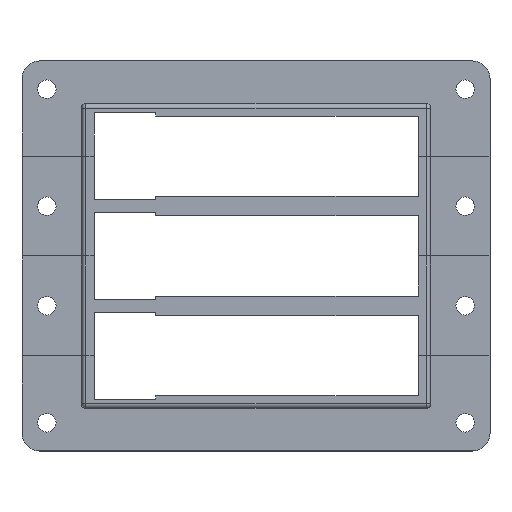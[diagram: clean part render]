
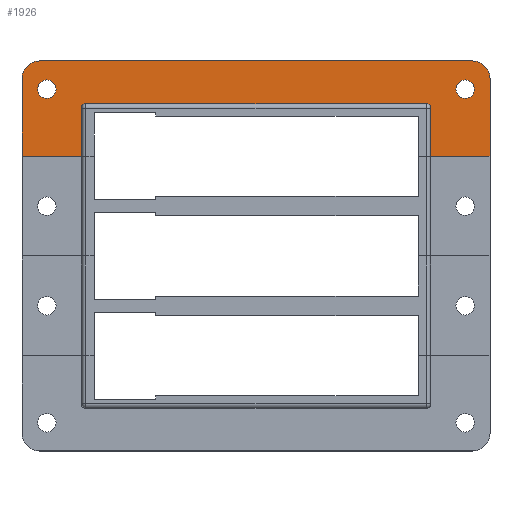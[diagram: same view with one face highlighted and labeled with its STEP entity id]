
A CAD part, top view. The second image highlights one B-rep face of the part: STEP entity #1926.
In plain terms, the highlighted planar face has unit normal (0, 0, 1).
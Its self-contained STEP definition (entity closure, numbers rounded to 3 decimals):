
#103=(
BOUNDED_CURVE()
B_SPLINE_CURVE(3,(#8242,#8243,#8244,#8245),.UNSPECIFIED.,.F.,.F.)
B_SPLINE_CURVE_WITH_KNOTS((4,4),(0.,1.),.UNSPECIFIED.)
CURVE()
GEOMETRIC_REPRESENTATION_ITEM()
RATIONAL_B_SPLINE_CURVE((1.,0.805,0.805,1.))
REPRESENTATION_ITEM('')
);
#104=(
BOUNDED_CURVE()
B_SPLINE_CURVE(3,(#8255,#8256,#8257,#8258),.UNSPECIFIED.,.F.,.F.)
B_SPLINE_CURVE_WITH_KNOTS((4,4),(0.,1.),.UNSPECIFIED.)
CURVE()
GEOMETRIC_REPRESENTATION_ITEM()
RATIONAL_B_SPLINE_CURVE((1.,0.805,0.805,1.))
REPRESENTATION_ITEM('')
);
#216=PLANE('',#5831);
#828=LINE('',#8194,#1426);
#841=LINE('',#8251,#1439);
#848=LINE('',#8278,#1446);
#849=LINE('',#8280,#1447);
#854=LINE('',#8296,#1452);
#855=LINE('',#8299,#1453);
#856=LINE('',#8300,#1454);
#857=LINE('',#8301,#1455);
#1426=VECTOR('',#6637,1.);
#1439=VECTOR('',#6684,1.);
#1446=VECTOR('',#6713,1.);
#1447=VECTOR('',#6716,1.);
#1452=VECTOR('',#6737,1.);
#1453=VECTOR('',#6738,1.);
#1454=VECTOR('',#6739,1.);
#1455=VECTOR('',#6740,1.);
#1926=ADVANCED_FACE('',(#2241,#2242,#2243),#216,.T.);
#2241=FACE_BOUND('',#2487,.T.);
#2242=FACE_BOUND('',#2488,.T.);
#2243=FACE_BOUND('',#2489,.T.);
#2487=EDGE_LOOP('',(#3309,#3310,#3311,#3312,#3313,#3314,#3315,#3316,#3317,
#3318,#3319,#3320));
#2488=EDGE_LOOP('',(#3321,#3322));
#2489=EDGE_LOOP('',(#3323,#3324));
#3309=ORIENTED_EDGE('',*,*,#5056,.T.);
#3310=ORIENTED_EDGE('',*,*,#5057,.F.);
#3311=ORIENTED_EDGE('',*,*,#5013,.T.);
#3312=ORIENTED_EDGE('',*,*,#5010,.T.);
#3313=ORIENTED_EDGE('',*,*,#5007,.T.);
#3314=ORIENTED_EDGE('',*,*,#5047,.T.);
#3315=ORIENTED_EDGE('',*,*,#5058,.T.);
#3316=ORIENTED_EDGE('',*,*,#5048,.T.);
#3317=ORIENTED_EDGE('',*,*,#5031,.T.);
#3318=ORIENTED_EDGE('',*,*,#5034,.T.);
#3319=ORIENTED_EDGE('',*,*,#5036,.T.);
#3320=ORIENTED_EDGE('',*,*,#5059,.T.);
#3321=ORIENTED_EDGE('',*,*,#5039,.T.);
#3322=ORIENTED_EDGE('',*,*,#4905,.T.);
#3323=ORIENTED_EDGE('',*,*,#5037,.T.);
#3324=ORIENTED_EDGE('',*,*,#4909,.T.);
#4355=VERTEX_POINT('',#7974);
#4356=VERTEX_POINT('',#7975);
#4359=VERTEX_POINT('',#7983);
#4360=VERTEX_POINT('',#7984);
#4426=VERTEX_POINT('',#8187);
#4427=VERTEX_POINT('',#8189);
#4429=VERTEX_POINT('',#8195);
#4431=VERTEX_POINT('',#8201);
#4441=VERTEX_POINT('',#8241);
#4442=VERTEX_POINT('',#8246);
#4443=VERTEX_POINT('',#8250);
#4444=VERTEX_POINT('',#8254);
#4448=VERTEX_POINT('',#8277);
#4449=VERTEX_POINT('',#8281);
#4452=VERTEX_POINT('',#8297);
#4453=VERTEX_POINT('',#8298);
#4905=EDGE_CURVE('',#4355,#4356,#5523,.T.);
#4909=EDGE_CURVE('',#4359,#4360,#5525,.T.);
#5007=EDGE_CURVE('',#4427,#4426,#5536,.T.);
#5010=EDGE_CURVE('',#4429,#4427,#828,.T.);
#5013=EDGE_CURVE('',#4431,#4429,#5538,.T.);
#5031=EDGE_CURVE('',#4442,#4441,#103,.T.);
#5034=EDGE_CURVE('',#4441,#4443,#841,.T.);
#5036=EDGE_CURVE('',#4443,#4444,#104,.T.);
#5037=EDGE_CURVE('',#4360,#4359,#5545,.T.);
#5039=EDGE_CURVE('',#4356,#4355,#5547,.T.);
#5047=EDGE_CURVE('',#4426,#4448,#848,.T.);
#5048=EDGE_CURVE('',#4449,#4442,#849,.T.);
#5056=EDGE_CURVE('',#4452,#4453,#854,.T.);
#5057=EDGE_CURVE('',#4431,#4453,#855,.T.);
#5058=EDGE_CURVE('',#4448,#4449,#856,.T.);
#5059=EDGE_CURVE('',#4444,#4452,#857,.T.);
#5523=CIRCLE('',#5738,4.25);
#5525=CIRCLE('',#5741,4.25);
#5536=CIRCLE('',#5792,8.);
#5538=CIRCLE('',#5796,8.);
#5545=CIRCLE('',#5813,4.25);
#5547=CIRCLE('',#5816,4.25);
#5738=AXIS2_PLACEMENT_3D('',#7973,#6434,#6435);
#5741=AXIS2_PLACEMENT_3D('',#7982,#6442,#6443);
#5792=AXIS2_PLACEMENT_3D('',#8188,#6631,#6632);
#5796=AXIS2_PLACEMENT_3D('',#8200,#6643,#6644);
#5813=AXIS2_PLACEMENT_3D('',#8260,#6690,#6691);
#5816=AXIS2_PLACEMENT_3D('',#8263,#6696,#6697);
#5831=AXIS2_PLACEMENT_3D('',#8302,#6741,#6742);
#6434=DIRECTION('',(0.,0.,-1.));
#6435=DIRECTION('',(-1.,0.,0.));
#6442=DIRECTION('',(0.,0.,-1.));
#6443=DIRECTION('',(-1.,0.,0.));
#6631=DIRECTION('',(0.,0.,1.));
#6632=DIRECTION('',(-1.,0.,0.));
#6637=DIRECTION('',(-1.,0.,0.));
#6643=DIRECTION('',(0.,0.,1.));
#6644=DIRECTION('',(-1.,0.,0.));
#6684=DIRECTION('',(1.,0.,0.));
#6690=DIRECTION('',(0.,0.,-1.));
#6691=DIRECTION('',(-1.,0.,0.));
#6696=DIRECTION('',(0.,0.,-1.));
#6697=DIRECTION('',(-1.,0.,0.));
#6713=DIRECTION('',(0.,-1.,0.));
#6716=DIRECTION('',(0.,1.,0.));
#6737=DIRECTION('',(1.,0.,0.));
#6738=DIRECTION('',(0.,-1.,0.));
#6739=DIRECTION('',(1.,0.,0.));
#6740=DIRECTION('',(0.,-1.,0.));
#6741=DIRECTION('',(0.,0.,1.));
#6742=DIRECTION('',(-1.,0.,0.));
#7973=CARTESIAN_POINT('',(-126.5,-314.,23.));
#7974=CARTESIAN_POINT('',(-122.25,-314.,23.));
#7975=CARTESIAN_POINT('',(-130.75,-314.,23.));
#7982=CARTESIAN_POINT('',(66.5,-314.,23.));
#7983=CARTESIAN_POINT('',(70.75,-314.,23.));
#7984=CARTESIAN_POINT('',(62.25,-314.,23.));
#8187=CARTESIAN_POINT('',(-138.,-309.,23.));
#8188=CARTESIAN_POINT('',(-130.,-309.,23.));
#8189=CARTESIAN_POINT('',(-130.,-301.,23.));
#8194=CARTESIAN_POINT('',(70.238,-301.,23.));
#8195=CARTESIAN_POINT('',(70.,-301.,23.));
#8200=CARTESIAN_POINT('',(70.,-309.,23.));
#8201=CARTESIAN_POINT('',(78.,-309.,23.));
#8241=CARTESIAN_POINT('',(-108.587,-320.663,23.));
#8242=CARTESIAN_POINT('',(-110.587,-322.663,23.));
#8243=CARTESIAN_POINT('',(-110.587,-321.491,23.));
#8244=CARTESIAN_POINT('',(-109.759,-320.663,23.));
#8245=CARTESIAN_POINT('',(-108.587,-320.663,23.));
#8246=CARTESIAN_POINT('',(-110.587,-322.663,23.));
#8250=CARTESIAN_POINT('',(48.587,-320.663,23.));
#8251=CARTESIAN_POINT('',(70.238,-320.663,23.));
#8254=CARTESIAN_POINT('',(50.587,-322.663,23.));
#8255=CARTESIAN_POINT('',(48.587,-320.663,23.));
#8256=CARTESIAN_POINT('',(49.759,-320.663,23.));
#8257=CARTESIAN_POINT('',(50.587,-321.491,23.));
#8258=CARTESIAN_POINT('',(50.587,-322.663,23.));
#8260=CARTESIAN_POINT('',(66.5,-314.,23.));
#8263=CARTESIAN_POINT('',(-126.5,-314.,23.));
#8277=CARTESIAN_POINT('',(-138.,-345.,23.));
#8278=CARTESIAN_POINT('',(-138.,-313.986,23.));
#8280=CARTESIAN_POINT('',(-110.587,-313.986,23.));
#8281=CARTESIAN_POINT('',(-110.587,-345.,23.));
#8296=CARTESIAN_POINT('',(0.,-345.,23.));
#8297=CARTESIAN_POINT('',(50.587,-345.,23.));
#8298=CARTESIAN_POINT('',(78.,-345.,23.));
#8299=CARTESIAN_POINT('',(78.,-301.,23.));
#8300=CARTESIAN_POINT('',(0.,-345.,23.));
#8301=CARTESIAN_POINT('',(50.587,-313.986,23.));
#8302=CARTESIAN_POINT('',(70.238,-313.986,23.));
